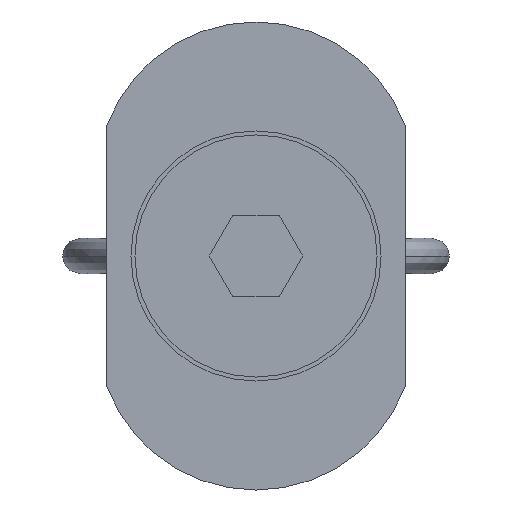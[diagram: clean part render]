
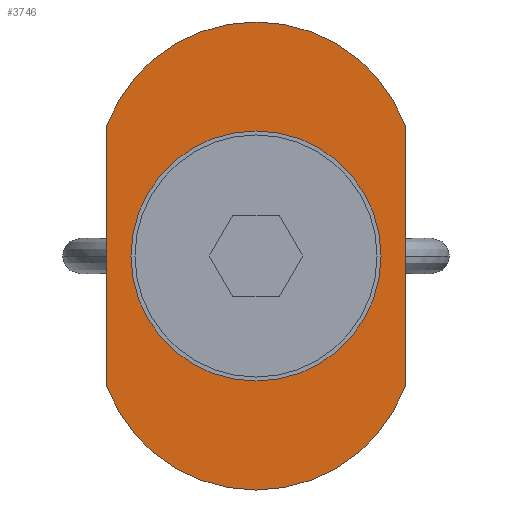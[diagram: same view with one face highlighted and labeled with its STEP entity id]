
A CAD part, left-side view. The second image highlights one B-rep face of the part: STEP entity #3746.
In plain terms, the highlighted planar face has unit normal (-1, 0, 0).
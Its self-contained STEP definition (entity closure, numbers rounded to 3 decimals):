
#28 = CARTESIAN_POINT ( 'NONE',  ( -23.2, 0., 0. ) ) ;
#40 = ORIENTED_EDGE ( 'NONE', *, *, #2944, .F. ) ;
#61 = ORIENTED_EDGE ( 'NONE', *, *, #792, .F. ) ;
#113 = AXIS2_PLACEMENT_3D ( 'NONE', #28, #3311, #2124 ) ;
#332 = LINE ( 'NONE', #2654, #903 ) ;
#463 = CIRCLE ( 'NONE', #3534, 7.9 ) ;
#476 = EDGE_CURVE ( 'NONE', #1385, #507, #2353, .T. ) ;
#507 = VERTEX_POINT ( 'NONE', #928 ) ;
#520 = VECTOR ( 'NONE', #658, 1000. ) ;
#533 = EDGE_CURVE ( 'NONE', #2339, #2692, #3630, .T. ) ;
#578 = AXIS2_PLACEMENT_3D ( 'NONE', #2631, #2921, #3656 ) ;
#590 = CARTESIAN_POINT ( 'NONE',  ( -23.2, -7.4, -11.6 ) ) ;
#658 = DIRECTION ( 'NONE',  ( 0., 0., -1. ) ) ;
#792 = EDGE_CURVE ( 'NONE', #2194, #3425, #332, .T. ) ;
#868 = DIRECTION ( 'NONE',  ( 0., 0., 1. ) ) ;
#881 = DIRECTION ( 'NONE',  ( 1., 0., 0. ) ) ;
#903 = VECTOR ( 'NONE', #868, 1000. ) ;
#928 = CARTESIAN_POINT ( 'NONE',  ( -23.2, 6.2, 0. ) ) ;
#1385 = VERTEX_POINT ( 'NONE', #2048 ) ;
#1581 = ORIENTED_EDGE ( 'NONE', *, *, #476, .F. ) ;
#1708 = CARTESIAN_POINT ( 'NONE',  ( -23.2, 0., -3.7 ) ) ;
#1710 = FACE_OUTER_BOUND ( 'NONE', #3008, .T. ) ;
#1723 = CARTESIAN_POINT ( 'NONE',  ( -23.2, 7.4, -6.466 ) ) ;
#1802 = EDGE_CURVE ( 'NONE', #507, #1385, #2698, .T. ) ;
#1823 = EDGE_LOOP ( 'NONE', ( #3326, #1581 ) ) ;
#1853 = CARTESIAN_POINT ( 'NONE',  ( -23.2, 0., 3.7 ) ) ;
#1869 = CARTESIAN_POINT ( 'NONE',  ( -23.2, 7.4, 6.466 ) ) ;
#1907 = ORIENTED_EDGE ( 'NONE', *, *, #533, .F. ) ;
#1996 = CARTESIAN_POINT ( 'NONE',  ( -23.2, -7.4, 6.466 ) ) ;
#2007 = CARTESIAN_POINT ( 'NONE',  ( -23.2, -7.4, -6.466 ) ) ;
#2048 = CARTESIAN_POINT ( 'NONE',  ( -23.2, -6.2, 0. ) ) ;
#2118 = CARTESIAN_POINT ( 'NONE',  ( -23.2, 7.4, -11.6 ) ) ;
#2124 = DIRECTION ( 'NONE',  ( 0., 1., 0. ) ) ;
#2149 = DIRECTION ( 'NONE',  ( 1., 0., 0. ) ) ;
#2194 = VERTEX_POINT ( 'NONE', #1723 ) ;
#2339 = VERTEX_POINT ( 'NONE', #1996 ) ;
#2353 = CIRCLE ( 'NONE', #113, 6.2 ) ;
#2444 = DIRECTION ( 'NONE',  ( 0., -1., 0. ) ) ;
#2594 = EDGE_CURVE ( 'NONE', #2692, #2194, #2854, .T. ) ;
#2631 = CARTESIAN_POINT ( 'NONE',  ( -23.2, 0., 0. ) ) ;
#2654 = CARTESIAN_POINT ( 'NONE',  ( -23.2, 7.4, -11.6 ) ) ;
#2692 = VERTEX_POINT ( 'NONE', #2007 ) ;
#2694 = PLANE ( 'NONE',  #3342 ) ;
#2698 = CIRCLE ( 'NONE', #578, 6.2 ) ;
#2712 = AXIS2_PLACEMENT_3D ( 'NONE', #1708, #3454, #3753 ) ;
#2854 = CIRCLE ( 'NONE', #2712, 7.9 ) ;
#2921 = DIRECTION ( 'NONE',  ( -1., 0., 0. ) ) ;
#2944 = EDGE_CURVE ( 'NONE', #3425, #2339, #463, .T. ) ;
#3008 = EDGE_LOOP ( 'NONE', ( #40, #61, #3114, #1907 ) ) ;
#3091 = FACE_BOUND ( 'NONE', #1823, .T. ) ;
#3114 = ORIENTED_EDGE ( 'NONE', *, *, #2594, .F. ) ;
#3311 = DIRECTION ( 'NONE',  ( -1., 0., 0. ) ) ;
#3326 = ORIENTED_EDGE ( 'NONE', *, *, #1802, .F. ) ;
#3342 = AXIS2_PLACEMENT_3D ( 'NONE', #2118, #881, #3810 ) ;
#3425 = VERTEX_POINT ( 'NONE', #1869 ) ;
#3454 = DIRECTION ( 'NONE',  ( 1., 0., 0. ) ) ;
#3534 = AXIS2_PLACEMENT_3D ( 'NONE', #1853, #2149, #2444 ) ;
#3630 = LINE ( 'NONE', #590, #520 ) ;
#3656 = DIRECTION ( 'NONE',  ( 0., 1., 0. ) ) ;
#3746 = ADVANCED_FACE ( 'NONE', ( #1710, #3091 ), #2694, .F. ) ;
#3753 = DIRECTION ( 'NONE',  ( 0., 1., 0. ) ) ;
#3810 = DIRECTION ( 'NONE',  ( 0., -1., 0. ) ) ;
